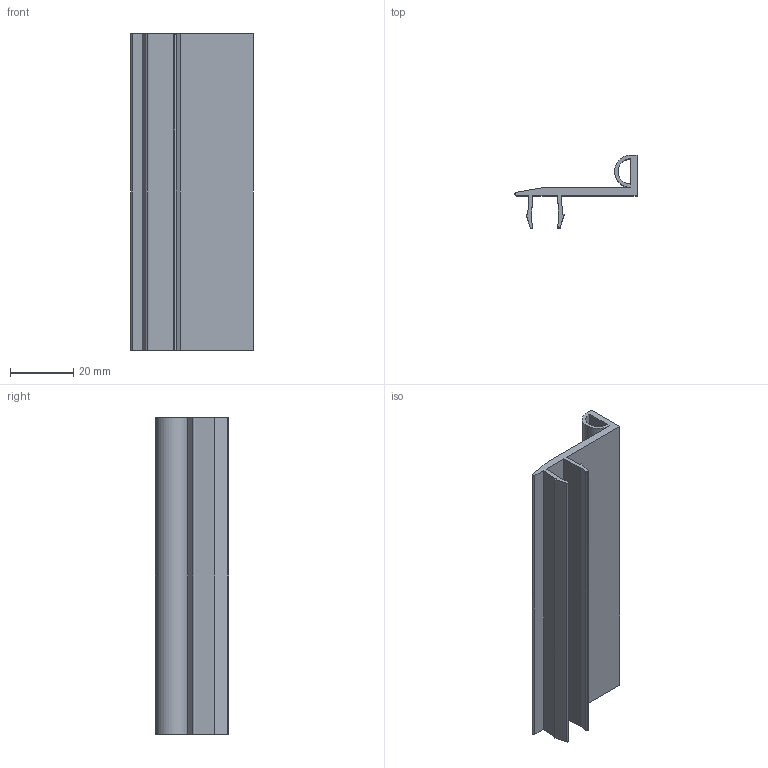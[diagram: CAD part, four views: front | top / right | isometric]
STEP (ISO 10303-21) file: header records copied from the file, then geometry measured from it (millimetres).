
FILE_DESCRIPTION(/* description */ (''),/* implementation_level */ '2;1');
FILE_NAME(/* name */ 'SST45-45.stp',/* time_stamp */ '2022-06-27T16:05:28+02:00',/* author */ ('stefan.nesic'),/* organization */ (''),/* preprocessor_version */ 'ST-DEVELOPER v18.1',/* originating_system */ 'Autodesk Inventor 2021',/* authorisation */ '');
FILE_SCHEMA (('AUTOMOTIVE_DESIGN { 1 0 10303 214 3 1 1 }'));
Length unit declared in the file: millimetre
Products named in the file (1): SST45-45
Bounding box: 38.51 x 23.05 x 100 mm (x, y, z)
Volume: 14965.8 mm3; surface area: 17149.6 mm2
Topology: 1 solids, 1 shells, 30 faces, 83 edges, 55 vertices
Faces by surface type: plane 22, cylinder 8
Entity records: 999 total; most frequent: CARTESIAN_POINT 169, ORIENTED_EDGE 166, DIRECTION 160, EDGE_CURVE 83, LINE 68, VECTOR 68, VERTEX_POINT 55, AXIS2_PLACEMENT_3D 46
